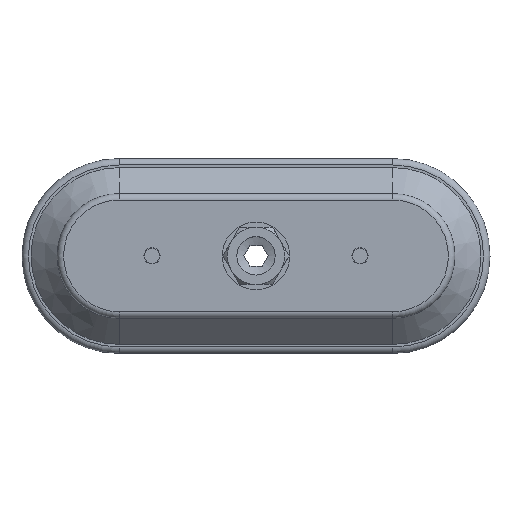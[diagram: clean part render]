
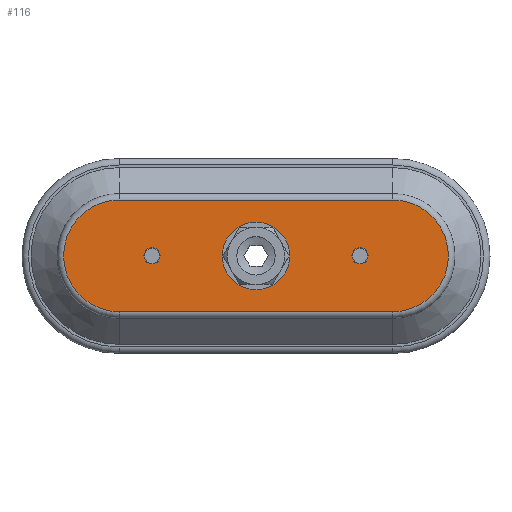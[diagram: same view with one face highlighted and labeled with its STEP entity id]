
A CAD part, top view. The second image highlights one B-rep face of the part: STEP entity #116.
In plain terms, the highlighted planar face has unit normal (0, 0, 1).
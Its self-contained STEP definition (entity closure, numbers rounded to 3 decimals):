
#116 = ADVANCED_FACE( '', ( #274, #275, #276, #277 ), #278, .T. );
#274 = FACE_BOUND( '', #498, .T. );
#275 = FACE_BOUND( '', #499, .T. );
#276 = FACE_OUTER_BOUND( '', #500, .T. );
#277 = FACE_BOUND( '', #501, .T. );
#278 = PLANE( '', #502 );
#498 = EDGE_LOOP( '', ( #930 ) );
#499 = EDGE_LOOP( '', ( #931 ) );
#500 = EDGE_LOOP( '', ( #932, #933, #934, #935 ) );
#501 = EDGE_LOOP( '', ( #936 ) );
#502 = AXIS2_PLACEMENT_3D( '', #937, #938, #939 );
#930 = ORIENTED_EDGE( '', *, *, #1480, .F. );
#931 = ORIENTED_EDGE( '', *, *, #1521, .T. );
#932 = ORIENTED_EDGE( '', *, *, #1531, .T. );
#933 = ORIENTED_EDGE( '', *, *, #1525, .T. );
#934 = ORIENTED_EDGE( '', *, *, #1527, .T. );
#935 = ORIENTED_EDGE( '', *, *, #1533, .T. );
#936 = ORIENTED_EDGE( '', *, *, #1520, .T. );
#937 = CARTESIAN_POINT( '', ( -52.5, -0.959, 23.5 ) );
#938 = DIRECTION( '', ( 0., 0., 1. ) );
#939 = DIRECTION( '', ( 1., 0., 0. ) );
#1480 = EDGE_CURVE( '', #1788, #1788, #1789, .T. );
#1520 = EDGE_CURVE( '', #1855, #1855, #1856, .T. );
#1521 = EDGE_CURVE( '', #1857, #1857, #1858, .T. );
#1525 = EDGE_CURVE( '', #1859, #1864, #1866, .T. );
#1527 = EDGE_CURVE( '', #1864, #1868, #1870, .T. );
#1531 = EDGE_CURVE( '', #1872, #1859, #1876, .T. );
#1533 = EDGE_CURVE( '', #1868, #1872, #1878, .T. );
#1788 = VERTEX_POINT( '', #2293 );
#1789 = CIRCLE( '', #2294, 13. );
#1855 = VERTEX_POINT( '', #2393 );
#1856 = CIRCLE( '', #2394, 3.1 );
#1857 = VERTEX_POINT( '', #2395 );
#1858 = CIRCLE( '', #2396, 3.1 );
#1859 = VERTEX_POINT( '', #2397 );
#1864 = VERTEX_POINT( '', #2403 );
#1866 = LINE( '', #2405, #2406 );
#1868 = VERTEX_POINT( '', #2408 );
#1870 = CIRCLE( '', #2410, 21.5 );
#1872 = VERTEX_POINT( '', #2412 );
#1876 = CIRCLE( '', #2416, 21.5 );
#1878 = LINE( '', #2419, #2420 );
#2293 = CARTESIAN_POINT( '', ( 13., 0., 23.5 ) );
#2294 = AXIS2_PLACEMENT_3D( '', #2864, #2865, #2866 );
#2393 = CARTESIAN_POINT( '', ( -40., -3.1, 23.5 ) );
#2394 = AXIS2_PLACEMENT_3D( '', #2918, #2919, #2920 );
#2395 = CARTESIAN_POINT( '', ( 40., -3.1, 23.5 ) );
#2396 = AXIS2_PLACEMENT_3D( '', #2921, #2922, #2923 );
#2397 = CARTESIAN_POINT( '', ( 52.5, 21.5, 23.5 ) );
#2403 = CARTESIAN_POINT( '', ( -52.5, 21.5, 23.5 ) );
#2405 = CARTESIAN_POINT( '', ( -52.5, 21.5, 23.5 ) );
#2406 = VECTOR( '', #2931, 1000. );
#2408 = CARTESIAN_POINT( '', ( -52.5, -21.5, 23.5 ) );
#2410 = AXIS2_PLACEMENT_3D( '', #2935, #2936, #2937 );
#2412 = CARTESIAN_POINT( '', ( 52.5, -21.5, 23.5 ) );
#2416 = AXIS2_PLACEMENT_3D( '', #2947, #2948, #2949 );
#2419 = CARTESIAN_POINT( '', ( -52.5, -21.5, 23.5 ) );
#2420 = VECTOR( '', #2951, 1000. );
#2864 = CARTESIAN_POINT( '', ( 0., 0., 23.5 ) );
#2865 = DIRECTION( '', ( 0., 0., 1. ) );
#2866 = DIRECTION( '', ( 1., 0., 0. ) );
#2918 = CARTESIAN_POINT( '', ( -40., 0., 23.5 ) );
#2919 = DIRECTION( '', ( 0., 0., -1. ) );
#2920 = DIRECTION( '', ( 0., -1., 0. ) );
#2921 = CARTESIAN_POINT( '', ( 40., 0., 23.5 ) );
#2922 = DIRECTION( '', ( 0., 0., -1. ) );
#2923 = DIRECTION( '', ( 0., -1., 0. ) );
#2931 = DIRECTION( '', ( -1., 0., 0. ) );
#2935 = CARTESIAN_POINT( '', ( -52.5, 0., 23.5 ) );
#2936 = DIRECTION( '', ( 0., 0., 1. ) );
#2937 = DIRECTION( '', ( 1., 0., 0. ) );
#2947 = CARTESIAN_POINT( '', ( 52.5, 0., 23.5 ) );
#2948 = DIRECTION( '', ( 0., 0., 1. ) );
#2949 = DIRECTION( '', ( 1., 0., 0. ) );
#2951 = DIRECTION( '', ( 1., 0., 0. ) );
